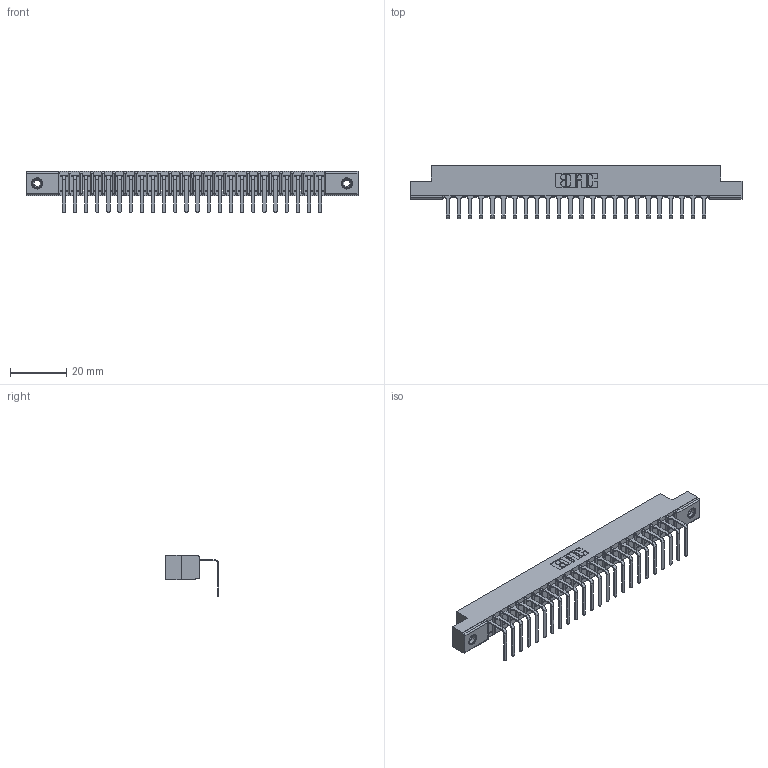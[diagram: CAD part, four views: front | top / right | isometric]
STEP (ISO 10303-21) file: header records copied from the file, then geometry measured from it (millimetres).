
FILE_DESCRIPTION (( 'STEP AP203' ), '1' );
FILE_NAME ('307-024-558-108.STEP', '2019-09-04T13:42:13', ( '' ), ( '' ), 'SwSTEP 2.0', 'SolidWorks 2016', '' );
FILE_SCHEMA (( 'CONFIG_CONTROL_DESIGN' ));
Length unit declared in the file: inch
Products named in the file (4): 307-290-001_558 - 2 (Single); 307-024-558-108; 307 Part_.156 Dia Mounting Holes; 345-250-001_345-250-003-102
Assembly tree (27 placements, depth 2):
  307-024-558-108
    307 Part_.156 Dia Mounting Holes
    307-290-001_558 - 2 (Single)  x24
    345-250-001_345-250-003-102  x2
Bounding box: 118.11 x 18.96 x 14.81 mm (x, y, z)
Volume: 7554.3 mm3; surface area: 12471.2 mm2
Topology: 27 solids, 27 shells, 1643 faces, 4635 edges, 2982 vertices
Faces by surface type: plane 1038, cylinder 539, sphere 50, cone 12, torus 4
Entity records: 24083 total; most frequent: CARTESIAN_POINT 4031, ORIENTED_EDGE 4010, DIRECTION 3941, EDGE_CURVE 2005, VECTOR 1529, LINE 1529, VERTEX_POINT 1296, AXIS2_PLACEMENT_3D 1206
